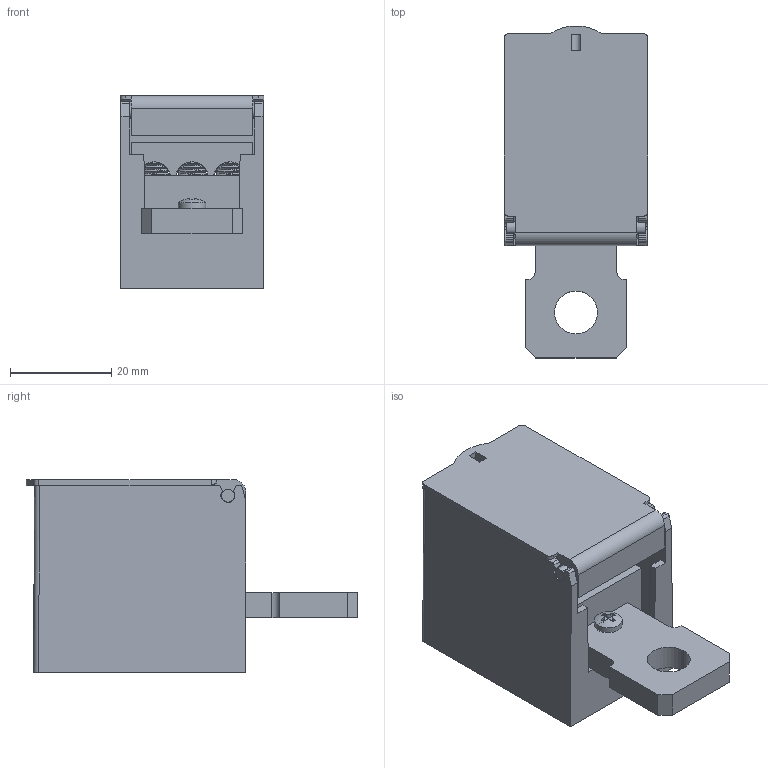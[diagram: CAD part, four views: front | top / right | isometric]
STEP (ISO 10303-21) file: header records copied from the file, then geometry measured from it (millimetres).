
FILE_DESCRIPTION((''),'2;1');
FILE_NAME('8YB759295','2023-10-07T',('ASUS'),(''),'PRO/ENGINEER BY PARAMETRIC TECHNOLOGY CORPORATION, 2013230','PRO/ENGINEER BY PARAMETRIC TECHNOLOGY CORPORATION, 2013230','');
FILE_SCHEMA(('CONFIG_CONTROL_DESIGN'));
Products named in the file (1): 8YB759295
Bounding box: 28.5 x 65.67 x 38.2 mm (x, y, z)
Volume: 26283.9 mm3; surface area: 22073.7 mm2
Topology: 7 solids, 10 shells, 772 faces, 2181 edges, 1397 vertices
Faces by surface type: cylinder 333, plane 214, bspline 160, cone 51, sphere 14
Entity records: 55157 total; most frequent: CARTESIAN_POINT 37286, ORIENTED_EDGE 4290, DIRECTION 2786, EDGE_CURVE 2145, VERTEX_POINT 1397, AXIS2_PLACEMENT_3D 933, VECTOR 920, LINE 920
